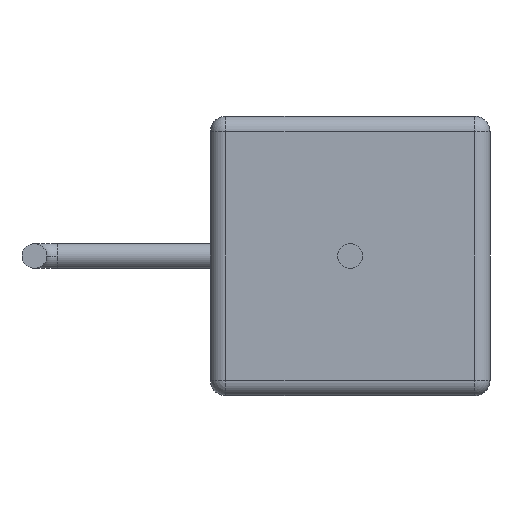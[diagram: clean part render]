
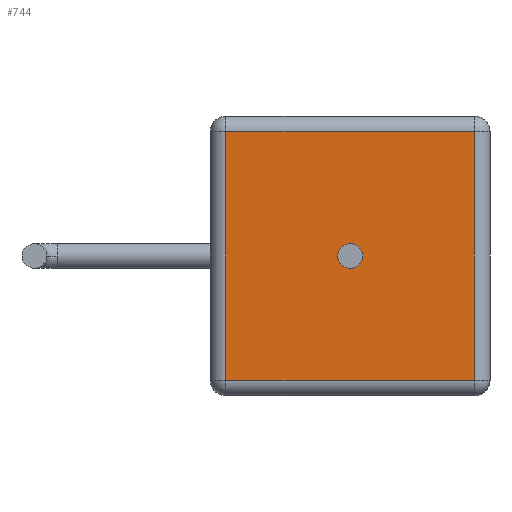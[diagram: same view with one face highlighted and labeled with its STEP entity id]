
A CAD part, front view. The second image highlights one B-rep face of the part: STEP entity #744.
In plain terms, the highlighted planar face has unit normal (0, -1, 0).
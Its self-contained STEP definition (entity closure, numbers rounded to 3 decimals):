
#2 = DIRECTION ( 'NONE',  ( 0., 0., 1. ) ) ;
#47 = VERTEX_POINT ( 'NONE', #261 ) ;
#51 = EDGE_CURVE ( 'NONE', #47, #796, #504, .T. ) ;
#80 = LINE ( 'NONE', #575, #137 ) ;
#100 = EDGE_LOOP ( 'NONE', ( #235, #1100 ) ) ;
#102 = VERTEX_POINT ( 'NONE', #977 ) ;
#137 = VECTOR ( 'NONE', #398, 1000. ) ;
#151 = CARTESIAN_POINT ( 'NONE',  ( 0., 0.5, 0.4 ) ) ;
#159 = LINE ( 'NONE', #286, #598 ) ;
#180 = DIRECTION ( 'NONE',  ( -1., 0., 0. ) ) ;
#186 = DIRECTION ( 'NONE',  ( 0., 0., 1. ) ) ;
#203 = DIRECTION ( 'NONE',  ( 0., 0., -1. ) ) ;
#235 = ORIENTED_EDGE ( 'NONE', *, *, #801, .F. ) ;
#240 = FACE_BOUND ( 'NONE', #100, .T. ) ;
#261 = CARTESIAN_POINT ( 'NONE',  ( -4., 0.5, -4. ) ) ;
#272 = DIRECTION ( 'NONE',  ( 0., -1., 0. ) ) ;
#279 = PLANE ( 'NONE',  #640 ) ;
#281 = VERTEX_POINT ( 'NONE', #834 ) ;
#286 = CARTESIAN_POINT ( 'NONE',  ( -4., 0.5, 4.5 ) ) ;
#358 = ORIENTED_EDGE ( 'NONE', *, *, #952, .T. ) ;
#398 = DIRECTION ( 'NONE',  ( 0., 0., 1. ) ) ;
#407 = ORIENTED_EDGE ( 'NONE', *, *, #51, .T. ) ;
#439 = FACE_OUTER_BOUND ( 'NONE', #1009, .T. ) ;
#440 = CARTESIAN_POINT ( 'NONE',  ( 0., 0.5, 0. ) ) ;
#482 = CARTESIAN_POINT ( 'NONE',  ( 0., 0.5, 0. ) ) ;
#495 = VERTEX_POINT ( 'NONE', #151 ) ;
#498 = AXIS2_PLACEMENT_3D ( 'NONE', #482, #655, #746 ) ;
#504 = LINE ( 'NONE', #692, #532 ) ;
#526 = CARTESIAN_POINT ( 'NONE',  ( -4.5, 0.5, 4. ) ) ;
#532 = VECTOR ( 'NONE', #887, 1000. ) ;
#567 = ORIENTED_EDGE ( 'NONE', *, *, #1056, .T. ) ;
#573 = EDGE_CURVE ( 'NONE', #281, #47, #159, .T. ) ;
#575 = CARTESIAN_POINT ( 'NONE',  ( 4., 0.5, 4.5 ) ) ;
#589 = CIRCLE ( 'NONE', #498, 0.4 ) ;
#598 = VECTOR ( 'NONE', #203, 1000. ) ;
#616 = DIRECTION ( 'NONE',  ( 0., 1., 0. ) ) ;
#640 = AXIS2_PLACEMENT_3D ( 'NONE', #804, #616, #186 ) ;
#655 = DIRECTION ( 'NONE',  ( 0., -1., 0. ) ) ;
#657 = LINE ( 'NONE', #526, #1109 ) ;
#671 = CIRCLE ( 'NONE', #1089, 0.4 ) ;
#692 = CARTESIAN_POINT ( 'NONE',  ( -4.5, 0.5, -4. ) ) ;
#695 = CARTESIAN_POINT ( 'NONE',  ( 4., 0.5, 4. ) ) ;
#744 = ADVANCED_FACE ( 'NONE', ( #439, #240 ), #279, .F. ) ;
#746 = DIRECTION ( 'NONE',  ( 0., 0., 1. ) ) ;
#796 = VERTEX_POINT ( 'NONE', #1128 ) ;
#801 = EDGE_CURVE ( 'NONE', #102, #495, #671, .T. ) ;
#804 = CARTESIAN_POINT ( 'NONE',  ( -4.5, 0.5, 4.5 ) ) ;
#834 = CARTESIAN_POINT ( 'NONE',  ( -4., 0.5, 4. ) ) ;
#887 = DIRECTION ( 'NONE',  ( 1., 0., 0. ) ) ;
#896 = EDGE_CURVE ( 'NONE', #495, #102, #589, .T. ) ;
#952 = EDGE_CURVE ( 'NONE', #796, #1077, #80, .T. ) ;
#977 = CARTESIAN_POINT ( 'NONE',  ( 0., 0.5, -0.4 ) ) ;
#1009 = EDGE_LOOP ( 'NONE', ( #567, #1094, #407, #358 ) ) ;
#1056 = EDGE_CURVE ( 'NONE', #1077, #281, #657, .T. ) ;
#1077 = VERTEX_POINT ( 'NONE', #695 ) ;
#1089 = AXIS2_PLACEMENT_3D ( 'NONE', #440, #272, #2 ) ;
#1094 = ORIENTED_EDGE ( 'NONE', *, *, #573, .T. ) ;
#1100 = ORIENTED_EDGE ( 'NONE', *, *, #896, .F. ) ;
#1109 = VECTOR ( 'NONE', #180, 1000. ) ;
#1128 = CARTESIAN_POINT ( 'NONE',  ( 4., 0.5, -4. ) ) ;
